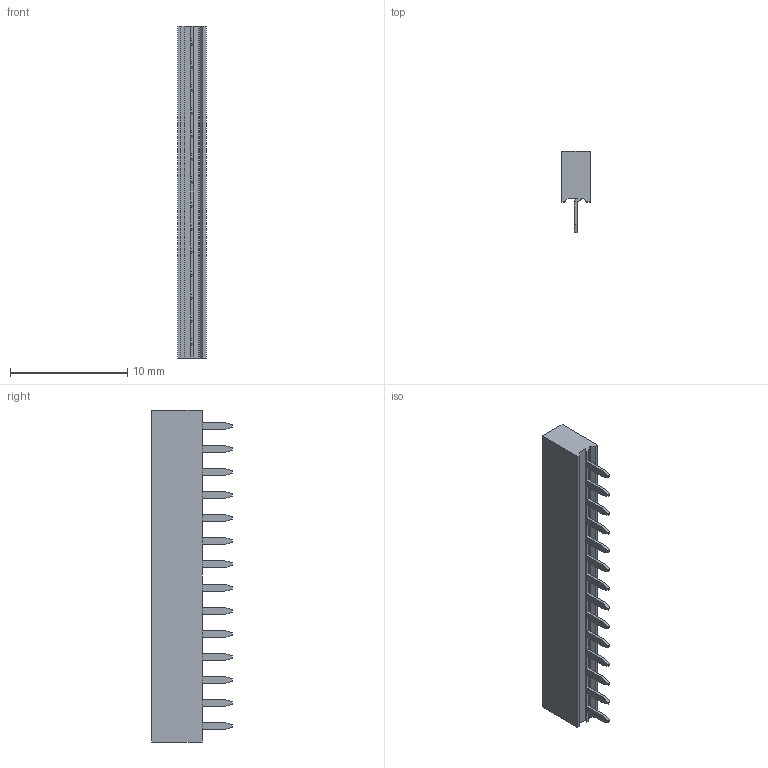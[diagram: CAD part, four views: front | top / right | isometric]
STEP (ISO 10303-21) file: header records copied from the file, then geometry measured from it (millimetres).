
FILE_DESCRIPTION (( 'STEP AP214' ), '1' );
FILE_NAME ('PBS2-14.STEP', '2021-02-24T08:11:26', ( '' ), ( '' ), 'SwSTEP 2.0', 'SolidWorks 2017', '' );
FILE_SCHEMA (( 'AUTOMOTIVE_DESIGN' ));
Length unit declared in the file: millimetre
Products named in the file (1): PBS2-14
Bounding box: 2.4 x 6.87 x 28.27 mm (x, y, z)
Volume: 265.2 mm3; surface area: 570.2 mm2
Topology: 1 solids, 1 shells, 239 faces, 641 edges, 418 vertices
Faces by surface type: plane 239
Entity records: 7536 total; most frequent: CARTESIAN_POINT 1299, ORIENTED_EDGE 1282, DIRECTION 1121, LINE 641, EDGE_CURVE 641, VECTOR 641, VERTEX_POINT 418, EDGE_LOOP 253
